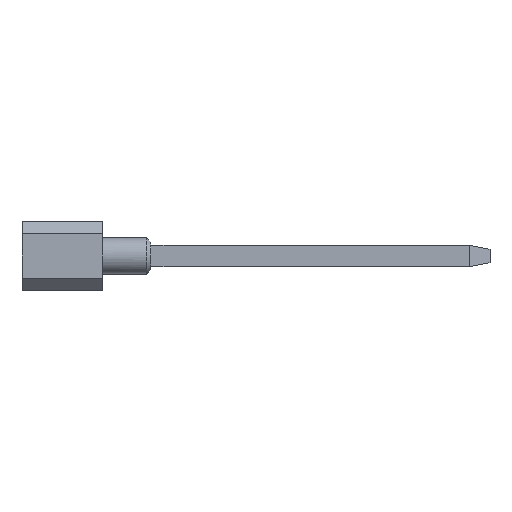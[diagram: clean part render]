
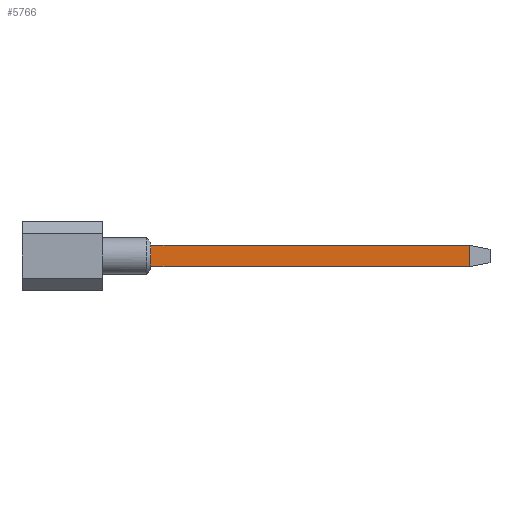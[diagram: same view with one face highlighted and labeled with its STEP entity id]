
A CAD part, left-side view. The second image highlights one B-rep face of the part: STEP entity #5766.
In plain terms, the highlighted planar face has unit normal (-1, 0, 0).
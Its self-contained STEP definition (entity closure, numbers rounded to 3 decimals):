
#5131=CARTESIAN_POINT('',(0.95,-1.793,-0.396));
#5132=VERTEX_POINT('',#5131);
#5139=CARTESIAN_POINT('',(0.95,-1.793,0.396));
#5140=VERTEX_POINT('',#5139);
#5141=CARTESIAN_POINT('',(0.95,-1.793,-0.396));
#5142=DIRECTION('',(0.,0.,1.));
#5143=VECTOR('',#5142,0.792);
#5144=LINE('',#5141,#5143);
#5145=EDGE_CURVE('',#5132,#5140,#5144,.T.);
#5726=CARTESIAN_POINT('',(0.95,-13.643,-0.396));
#5727=VERTEX_POINT('',#5726);
#5734=CARTESIAN_POINT('',(0.95,-13.643,-0.396));
#5735=DIRECTION('',(0.,1.,0.));
#5736=VECTOR('',#5735,11.85);
#5737=LINE('',#5734,#5736);
#5738=EDGE_CURVE('',#5727,#5132,#5737,.T.);
#5743=CARTESIAN_POINT('',(0.95,-8.093,0.));
#5744=DIRECTION('',(0.,0.,-1.));
#5745=DIRECTION('',(-1.,-0.,-0.));
#5746=AXIS2_PLACEMENT_3D('',#5743,#5745,#5744);
#5747=PLANE('',#5746);
#5748=ORIENTED_EDGE('',*,*,#5145,.F.);
#5749=ORIENTED_EDGE('',*,*,#5738,.F.);
#5750=CARTESIAN_POINT('',(0.95,-13.643,0.396));
#5751=VERTEX_POINT('',#5750);
#5752=CARTESIAN_POINT('',(0.95,-13.643,-0.396));
#5753=DIRECTION('',(0.,0.,1.));
#5754=VECTOR('',#5753,0.792);
#5755=LINE('',#5752,#5754);
#5756=EDGE_CURVE('',#5727,#5751,#5755,.T.);
#5757=ORIENTED_EDGE('',*,*,#5756,.T.);
#5758=CARTESIAN_POINT('',(0.95,-13.643,0.396));
#5759=DIRECTION('',(0.,1.,0.));
#5760=VECTOR('',#5759,11.85);
#5761=LINE('',#5758,#5760);
#5762=EDGE_CURVE('',#5751,#5140,#5761,.T.);
#5763=ORIENTED_EDGE('',*,*,#5762,.T.);
#5764=EDGE_LOOP('',(#5748,#5749,#5757,#5763));
#5765=FACE_OUTER_BOUND('',#5764,.T.);
#5766=ADVANCED_FACE('',(#5765),#5747,.T.);
